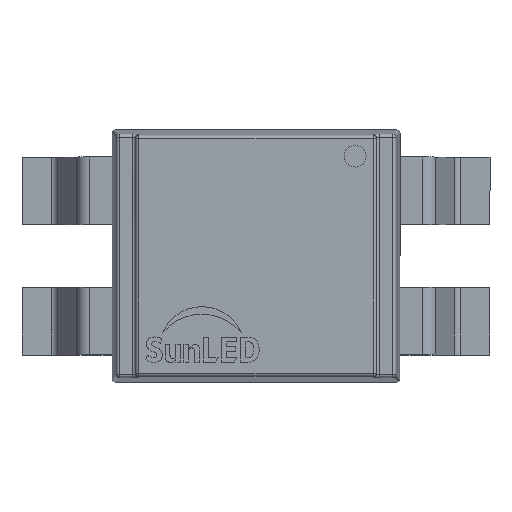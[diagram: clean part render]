
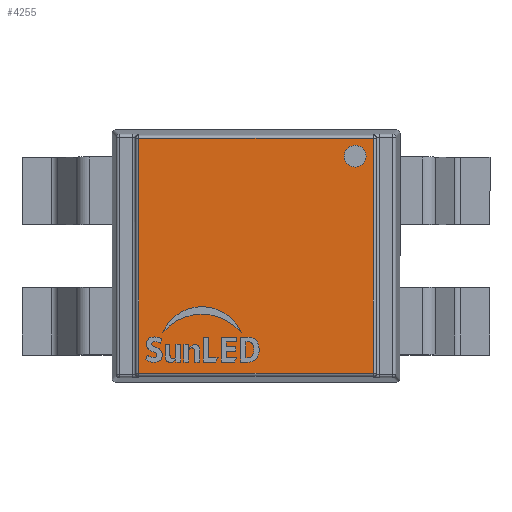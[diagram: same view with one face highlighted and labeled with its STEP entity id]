
A CAD part, top view. The second image highlights one B-rep face of the part: STEP entity #4255.
In plain terms, the highlighted planar face has unit normal (0, 0, 1).
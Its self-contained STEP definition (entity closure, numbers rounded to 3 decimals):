
#121=PLANE('',#4806);
#296=LINE('',#6530,#737);
#298=LINE('',#6547,#739);
#333=LINE('',#6708,#774);
#338=LINE('',#6715,#779);
#737=VECTOR('',#5209,10.);
#739=VECTOR('',#5229,10.);
#774=VECTOR('',#5340,10.);
#779=VECTOR('',#5349,10.);
#1275=FACE_OUTER_BOUND('',#1537,.T.);
#1537=EDGE_LOOP('',(#3222,#3223,#3224,#3225));
#1960=VERTEX_POINT('',#6502);
#1965=VERTEX_POINT('',#6520);
#1969=VERTEX_POINT('',#6535);
#1970=VERTEX_POINT('',#6539);
#2385=EDGE_CURVE('',#1960,#1965,#296,.T.);
#2393=EDGE_CURVE('',#1970,#1969,#298,.T.);
#2449=EDGE_CURVE('',#1965,#1970,#333,.T.);
#2454=EDGE_CURVE('',#1969,#1960,#338,.T.);
#3222=ORIENTED_EDGE('',*,*,#2393,.F.);
#3223=ORIENTED_EDGE('',*,*,#2449,.F.);
#3224=ORIENTED_EDGE('',*,*,#2385,.F.);
#3225=ORIENTED_EDGE('',*,*,#2454,.F.);
#4255=ADVANCED_FACE('',(#1275),#121,.T.);
#4806=AXIS2_PLACEMENT_3D('',#6765,#5411,#5412);
#5209=DIRECTION('',(0.,-1.,0.));
#5229=DIRECTION('',(0.,1.,0.));
#5340=DIRECTION('',(-1.,0.,0.));
#5349=DIRECTION('',(1.,0.,0.));
#5411=DIRECTION('center_axis',(0.,0.,1.));
#5412=DIRECTION('ref_axis',(1.,0.,0.));
#6502=CARTESIAN_POINT('',(1.301,1.304,2.1));
#6520=CARTESIAN_POINT('',(1.301,-1.304,2.1));
#6530=CARTESIAN_POINT('',(1.301,-0.568,2.1));
#6535=CARTESIAN_POINT('',(-1.301,1.304,2.1));
#6539=CARTESIAN_POINT('',(-1.301,-1.304,2.1));
#6547=CARTESIAN_POINT('',(-1.301,0.568,2.1));
#6708=CARTESIAN_POINT('',(0.,-1.304,2.1));
#6715=CARTESIAN_POINT('',(0.,1.304,2.1));
#6765=CARTESIAN_POINT('Origin',(0.,0.,
2.1));
